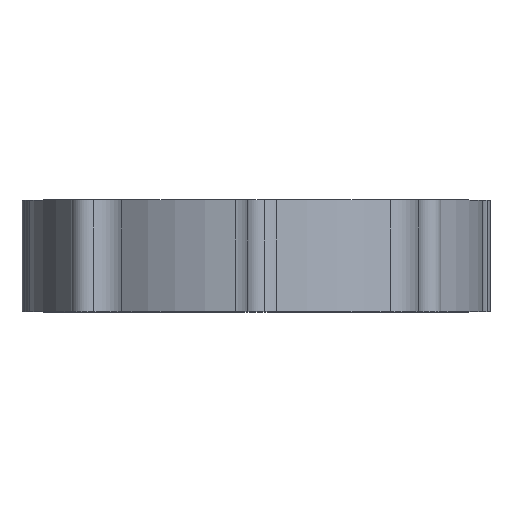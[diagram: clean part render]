
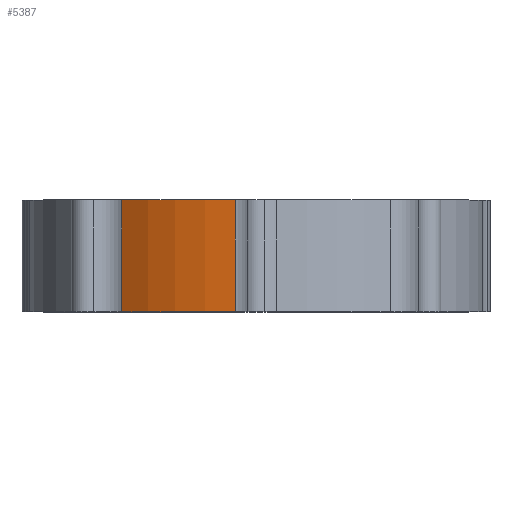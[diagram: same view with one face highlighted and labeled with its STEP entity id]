
A CAD part, top view. The second image highlights one B-rep face of the part: STEP entity #5387.
In plain terms, the highlighted cylindrical face has radius 54 mm (diameter 108 mm), a partial arc.
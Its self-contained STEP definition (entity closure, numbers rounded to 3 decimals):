
#52 = AXIS2_PLACEMENT_3D ( 'NONE', #2187, #4795, #863 ) ;
#54 = CARTESIAN_POINT ( 'NONE',  ( -4.948, -34.001, 53.773 ) ) ;
#358 = CARTESIAN_POINT ( 'NONE',  ( -31.862, -34.001, 43.598 ) ) ;
#452 = CARTESIAN_POINT ( 'NONE',  ( -4.948, -34.001, 53.773 ) ) ;
#489 = EDGE_LOOP ( 'NONE', ( #922, #4258, #3551, #4496 ) ) ;
#660 = VERTEX_POINT ( 'NONE', #452 ) ;
#675 = DIRECTION ( 'NONE',  ( 0., -1., 0. ) ) ;
#863 = DIRECTION ( 'NONE',  ( 1., 0., 0. ) ) ;
#922 = ORIENTED_EDGE ( 'NONE', *, *, #1660, .F. ) ;
#991 = EDGE_CURVE ( 'NONE', #4357, #994, #1319, .T. ) ;
#994 = VERTEX_POINT ( 'NONE', #3343 ) ;
#1102 = EDGE_CURVE ( 'NONE', #994, #4734, #2195, .T. ) ;
#1319 = CIRCLE ( 'NONE', #4533, 54. ) ;
#1410 = CARTESIAN_POINT ( 'NONE',  ( -31.862, -34.001, 43.598 ) ) ;
#1507 = VECTOR ( 'NONE', #2110, 1000. ) ;
#1660 = EDGE_CURVE ( 'NONE', #660, #4734, #3994, .T. ) ;
#2110 = DIRECTION ( 'NONE',  ( 0., -1., 0. ) ) ;
#2187 = CARTESIAN_POINT ( 'NONE',  ( 0., -34.001, 0. ) ) ;
#2193 = AXIS2_PLACEMENT_3D ( 'NONE', #3778, #675, #4182 ) ;
#2195 = LINE ( 'NONE', #358, #1507 ) ;
#2724 = LINE ( 'NONE', #54, #4289 ) ;
#3150 = DIRECTION ( 'NONE',  ( 0., 1., 0. ) ) ;
#3343 = CARTESIAN_POINT ( 'NONE',  ( -31.862, -7.501, 43.598 ) ) ;
#3551 = ORIENTED_EDGE ( 'NONE', *, *, #991, .T. ) ;
#3778 = CARTESIAN_POINT ( 'NONE',  ( 0., -34.001, 0. ) ) ;
#3801 = DIRECTION ( 'NONE',  ( 1., 0., 0. ) ) ;
#3994 = CIRCLE ( 'NONE', #52, 54. ) ;
#4178 = CARTESIAN_POINT ( 'NONE',  ( 0., -7.501, 0. ) ) ;
#4182 = DIRECTION ( 'NONE',  ( 1., 0., 0. ) ) ;
#4258 = ORIENTED_EDGE ( 'NONE', *, *, #4543, .T. ) ;
#4289 = VECTOR ( 'NONE', #3150, 1000. ) ;
#4357 = VERTEX_POINT ( 'NONE', #5544 ) ;
#4496 = ORIENTED_EDGE ( 'NONE', *, *, #1102, .T. ) ;
#4518 = CYLINDRICAL_SURFACE ( 'NONE', #2193, 54. ) ;
#4533 = AXIS2_PLACEMENT_3D ( 'NONE', #4178, #5467, #3801 ) ;
#4543 = EDGE_CURVE ( 'NONE', #660, #4357, #2724, .T. ) ;
#4734 = VERTEX_POINT ( 'NONE', #1410 ) ;
#4795 = DIRECTION ( 'NONE',  ( 0., -1., 0. ) ) ;
#5072 = FACE_OUTER_BOUND ( 'NONE', #489, .T. ) ;
#5387 = ADVANCED_FACE ( 'NONE', ( #5072 ), #4518, .T. ) ;
#5467 = DIRECTION ( 'NONE',  ( 0., -1., 0. ) ) ;
#5544 = CARTESIAN_POINT ( 'NONE',  ( -4.948, -7.501, 53.773 ) ) ;
